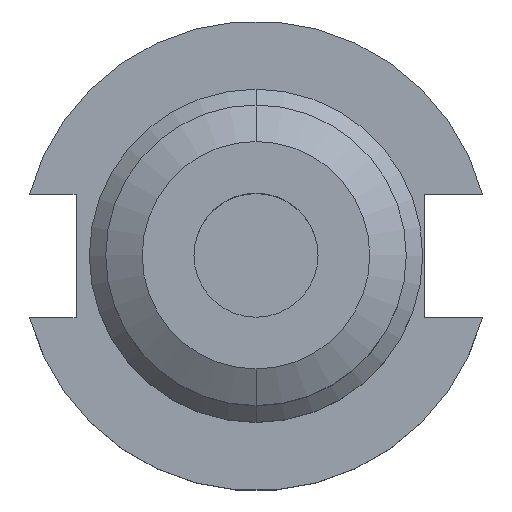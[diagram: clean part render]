
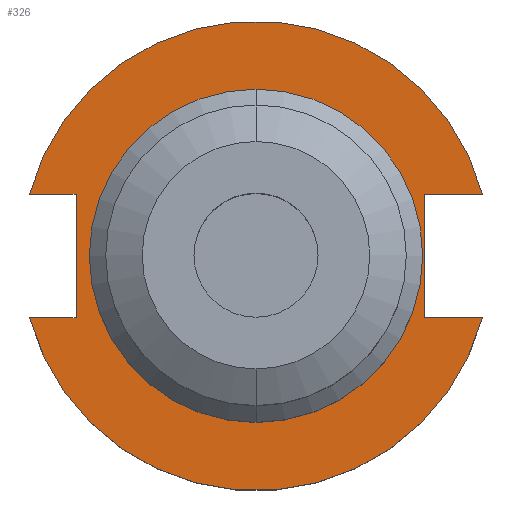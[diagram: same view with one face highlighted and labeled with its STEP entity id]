
A CAD part, top view. The second image highlights one B-rep face of the part: STEP entity #326.
In plain terms, the highlighted planar face has unit normal (0, 0, 1).
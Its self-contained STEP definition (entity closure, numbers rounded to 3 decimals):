
#13 = ORIENTED_EDGE ( 'NONE', *, *, #1957, .F. ) ;
#57 = DIRECTION ( 'NONE',  ( 1., 0., 0. ) ) ;
#88 = VERTEX_POINT ( 'NONE', #867 ) ;
#94 = CARTESIAN_POINT ( 'NONE',  ( -47.477, 12.954, 19.05 ) ) ;
#102 = VECTOR ( 'NONE', #531, 1000. ) ;
#140 = DIRECTION ( 'NONE',  ( 0., 1., 0. ) ) ;
#154 = AXIS2_PLACEMENT_3D ( 'NONE', #1098, #1109, #1115 ) ;
#165 = CIRCLE ( 'NONE', #1834, 34.925 ) ;
#173 = DIRECTION ( 'NONE',  ( 1., 0., 0. ) ) ;
#205 = LINE ( 'NONE', #641, #1795 ) ;
#214 = CARTESIAN_POINT ( 'NONE',  ( 34.925, 0., 19.05 ) ) ;
#247 = DIRECTION ( 'NONE',  ( 0., -1., 0. ) ) ;
#257 = EDGE_LOOP ( 'NONE', ( #320, #757 ) ) ;
#258 = EDGE_CURVE ( 'NONE', #1663, #1245, #362, .T. ) ;
#275 = CARTESIAN_POINT ( 'NONE',  ( 47.477, -12.954, 19.05 ) ) ;
#320 = ORIENTED_EDGE ( 'NONE', *, *, #1238, .F. ) ;
#326 = ADVANCED_FACE ( 'NONE', ( #668, #1753 ), #1450, .T. ) ;
#340 = VECTOR ( 'NONE', #1472, 1000. ) ;
#351 = LINE ( 'NONE', #1934, #1099 ) ;
#357 = VERTEX_POINT ( 'NONE', #214 ) ;
#362 = CIRCLE ( 'NONE', #1615, 49.212 ) ;
#369 = ORIENTED_EDGE ( 'NONE', *, *, #1863, .F. ) ;
#420 = LINE ( 'NONE', #1267, #102 ) ;
#430 = ORIENTED_EDGE ( 'NONE', *, *, #1153, .F. ) ;
#475 = LINE ( 'NONE', #920, #1631 ) ;
#499 = CIRCLE ( 'NONE', #154, 49.212 ) ;
#531 = DIRECTION ( 'NONE',  ( 1., 0., 0. ) ) ;
#598 = EDGE_LOOP ( 'NONE', ( #1150, #1549, #369, #803, #1200, #13, #430, #849 ) ) ;
#622 = CARTESIAN_POINT ( 'NONE',  ( 0., 0., 19.05 ) ) ;
#639 = EDGE_CURVE ( 'NONE', #806, #1092, #1571, .T. ) ;
#641 = CARTESIAN_POINT ( 'NONE',  ( -37.719, 12.954, 19.05 ) ) ;
#657 = DIRECTION ( 'NONE',  ( 0., 0., 1. ) ) ;
#658 = LINE ( 'NONE', #1812, #997 ) ;
#662 = DIRECTION ( 'NONE',  ( 1., 0., 0. ) ) ;
#668 = FACE_BOUND ( 'NONE', #257, .T. ) ;
#669 = CARTESIAN_POINT ( 'NONE',  ( 0., 0., 19.05 ) ) ;
#750 = DIRECTION ( 'NONE',  ( 0., 0., 1. ) ) ;
#755 = DIRECTION ( 'NONE',  ( 1., 0., 0. ) ) ;
#757 = ORIENTED_EDGE ( 'NONE', *, *, #1544, .F. ) ;
#803 = ORIENTED_EDGE ( 'NONE', *, *, #639, .F. ) ;
#806 = VERTEX_POINT ( 'NONE', #1005 ) ;
#849 = ORIENTED_EDGE ( 'NONE', *, *, #1748, .F. ) ;
#867 = CARTESIAN_POINT ( 'NONE',  ( -34.925, 0., 19.05 ) ) ;
#885 = AXIS2_PLACEMENT_3D ( 'NONE', #1907, #1143, #57 ) ;
#897 = AXIS2_PLACEMENT_3D ( 'NONE', #669, #750, #173 ) ;
#912 = VERTEX_POINT ( 'NONE', #1779 ) ;
#920 = CARTESIAN_POINT ( 'NONE',  ( -63.719, -12.954, 19.05 ) ) ;
#959 = DIRECTION ( 'NONE',  ( 0., 0., 1. ) ) ;
#965 = EDGE_CURVE ( 'NONE', #1015, #1245, #420, .T. ) ;
#988 = CARTESIAN_POINT ( 'NONE',  ( 0., 0., 19.05 ) ) ;
#997 = VECTOR ( 'NONE', #1804, 1000. ) ;
#1005 = CARTESIAN_POINT ( 'NONE',  ( 47.477, 12.954, 19.05 ) ) ;
#1015 = VERTEX_POINT ( 'NONE', #1711 ) ;
#1020 = DIRECTION ( 'NONE',  ( 1., 0., 0. ) ) ;
#1092 = VERTEX_POINT ( 'NONE', #1155 ) ;
#1098 = CARTESIAN_POINT ( 'NONE',  ( 0., 0., 19.05 ) ) ;
#1099 = VECTOR ( 'NONE', #247, 1000. ) ;
#1109 = DIRECTION ( 'NONE',  ( 0., 0., 1. ) ) ;
#1115 = DIRECTION ( 'NONE',  ( 1., 0., 0. ) ) ;
#1143 = DIRECTION ( 'NONE',  ( 0., 0., 1. ) ) ;
#1150 = ORIENTED_EDGE ( 'NONE', *, *, #258, .T. ) ;
#1153 = EDGE_CURVE ( 'NONE', #1644, #912, #205, .T. ) ;
#1155 = CARTESIAN_POINT ( 'NONE',  ( 35.306, 12.954, 19.05 ) ) ;
#1200 = ORIENTED_EDGE ( 'NONE', *, *, #1330, .T. ) ;
#1238 = EDGE_CURVE ( 'NONE', #357, #88, #165, .T. ) ;
#1245 = VERTEX_POINT ( 'NONE', #275 ) ;
#1267 = CARTESIAN_POINT ( 'NONE',  ( 35.306, -12.954, 19.05 ) ) ;
#1330 = EDGE_CURVE ( 'NONE', #806, #1852, #499, .T. ) ;
#1450 = PLANE ( 'NONE',  #885 ) ;
#1472 = DIRECTION ( 'NONE',  ( -1., 0., 0. ) ) ;
#1479 = CIRCLE ( 'NONE', #897, 34.925 ) ;
#1544 = EDGE_CURVE ( 'NONE', #88, #357, #1479, .T. ) ;
#1549 = ORIENTED_EDGE ( 'NONE', *, *, #965, .F. ) ;
#1571 = LINE ( 'NONE', #1608, #340 ) ;
#1608 = CARTESIAN_POINT ( 'NONE',  ( 35.306, 12.954, 19.05 ) ) ;
#1615 = AXIS2_PLACEMENT_3D ( 'NONE', #988, #959, #1020 ) ;
#1631 = VECTOR ( 'NONE', #755, 1000. ) ;
#1644 = VERTEX_POINT ( 'NONE', #1930 ) ;
#1657 = CARTESIAN_POINT ( 'NONE',  ( -47.477, -12.954, 19.05 ) ) ;
#1663 = VERTEX_POINT ( 'NONE', #1657 ) ;
#1711 = CARTESIAN_POINT ( 'NONE',  ( 35.306, -12.954, 19.05 ) ) ;
#1748 = EDGE_CURVE ( 'NONE', #1663, #1644, #475, .T. ) ;
#1753 = FACE_OUTER_BOUND ( 'NONE', #598, .T. ) ;
#1779 = CARTESIAN_POINT ( 'NONE',  ( -37.719, 12.954, 19.05 ) ) ;
#1795 = VECTOR ( 'NONE', #140, 1000. ) ;
#1804 = DIRECTION ( 'NONE',  ( -1., 0., 0. ) ) ;
#1812 = CARTESIAN_POINT ( 'NONE',  ( -63.719, 12.954, 19.05 ) ) ;
#1834 = AXIS2_PLACEMENT_3D ( 'NONE', #622, #657, #662 ) ;
#1852 = VERTEX_POINT ( 'NONE', #94 ) ;
#1863 = EDGE_CURVE ( 'NONE', #1092, #1015, #351, .T. ) ;
#1907 = CARTESIAN_POINT ( 'NONE',  ( 0., 49.212, 19.05 ) ) ;
#1930 = CARTESIAN_POINT ( 'NONE',  ( -37.719, -12.954, 19.05 ) ) ;
#1934 = CARTESIAN_POINT ( 'NONE',  ( 35.306, 12.954, 19.05 ) ) ;
#1957 = EDGE_CURVE ( 'NONE', #912, #1852, #658, .T. ) ;
